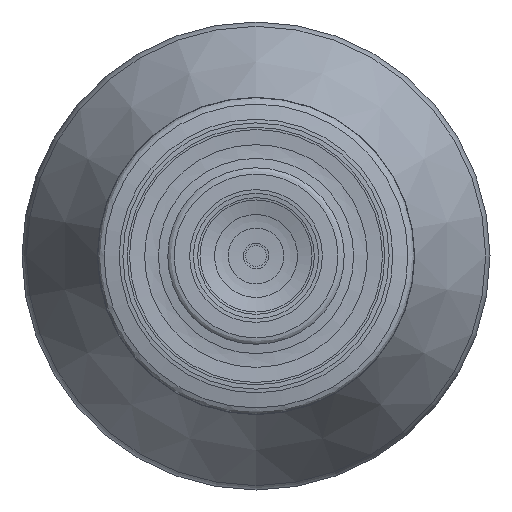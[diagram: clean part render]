
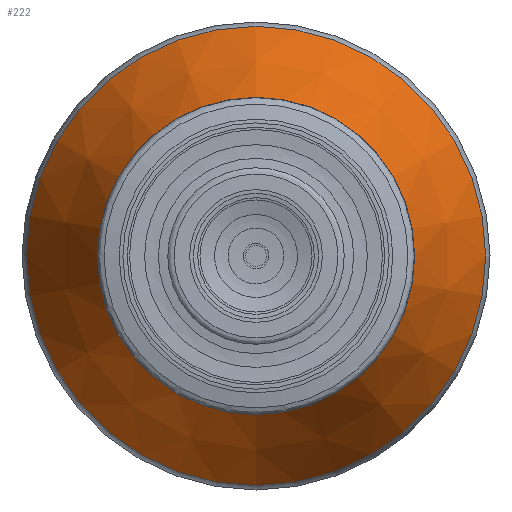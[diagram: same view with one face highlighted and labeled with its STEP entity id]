
A CAD part, left-side view. The second image highlights one B-rep face of the part: STEP entity #222.
In plain terms, the highlighted conical face has half-angle 26.565 degrees and reference radius 16.683 mm.
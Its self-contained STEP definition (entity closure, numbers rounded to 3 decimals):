
#200=CONICAL_SURFACE('',#878,16.683,26.565);
#222=ADVANCED_FACE('',(#308,#309),#200,.T.);
#308=FACE_BOUND('',#431,.T.);
#309=FACE_BOUND('',#432,.T.);
#431=EDGE_LOOP('',(#557));
#432=EDGE_LOOP('',(#558));
#557=ORIENTED_EDGE('',*,*,#732,.T.);
#558=ORIENTED_EDGE('',*,*,#731,.F.);
#668=VERTEX_POINT('',#1223);
#669=VERTEX_POINT('',#1226);
#731=EDGE_CURVE('',#668,#668,#794,.T.);
#732=EDGE_CURVE('',#669,#669,#795,.T.);
#794=CIRCLE('',#875,16.683);
#795=CIRCLE('',#877,11.528);
#875=AXIS2_PLACEMENT_3D('',#1222,#994,#995);
#877=AXIS2_PLACEMENT_3D('',#1225,#998,#999);
#878=AXIS2_PLACEMENT_3D('',#1227,#1000,#1001);
#994=DIRECTION('',(1.,0.,0.));
#995=DIRECTION('',(0.,0.,1.));
#998=DIRECTION('',(1.,0.,0.));
#999=DIRECTION('',(0.,0.,1.));
#1000=DIRECTION('',(1.,0.,0.));
#1001=DIRECTION('',(0.,0.,-1.));
#1222=CARTESIAN_POINT('',(62.367,0.,0.));
#1223=CARTESIAN_POINT('',(62.367,0.,16.683));
#1225=CARTESIAN_POINT('',(52.056,0.,0.));
#1226=CARTESIAN_POINT('',(52.056,0.,11.528));
#1227=CARTESIAN_POINT('',(62.367,0.,0.));
